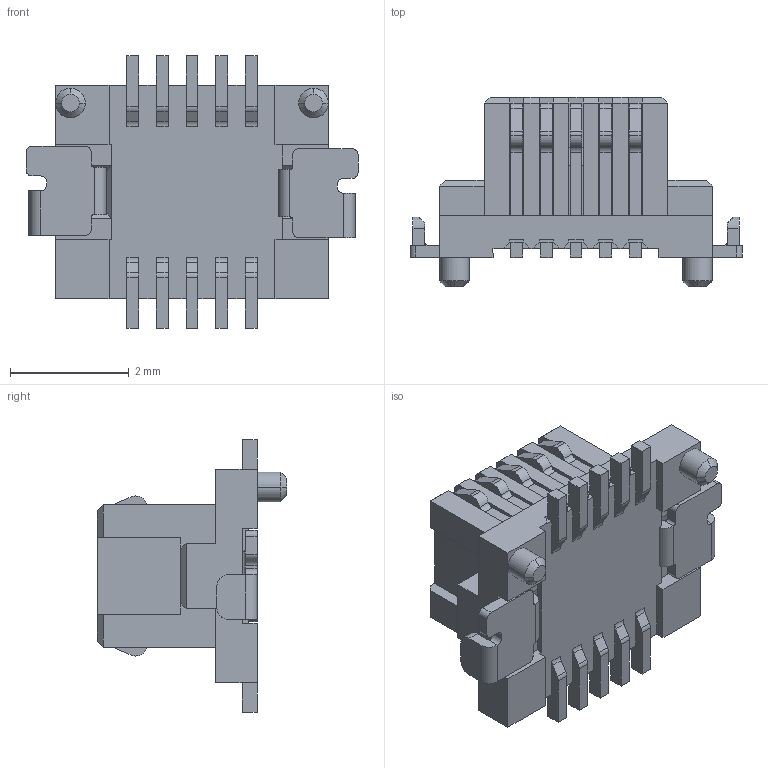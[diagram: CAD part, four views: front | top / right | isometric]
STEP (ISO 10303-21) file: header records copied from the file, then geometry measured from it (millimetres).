
FILE_DESCRIPTION (( 'STEP AP214' ), '1' );
FILE_NAME ('10132798-012100LF.STEP', '2022-12-06T16:30:06', ( '' ), ( '' ), 'SwSTEP 2.0', 'SolidWorks 2021', '' );
FILE_SCHEMA (( 'AUTOMOTIVE_DESIGN' ));
Length unit declared in the file: millimetre
Products named in the file (2): 10132798-012100LF
Assembly tree (1 placements, depth 2):
  10132798-012100LF
    10132798-012100LF
Bounding box: 5.6 x 3.2 x 4.6 mm (x, y, z)
Volume: 24.7 mm3; surface area: 137.5 mm2
Topology: 1 solids, 9 shells, 578 faces, 1673 edges, 1104 vertices
Faces by surface type: plane 448, cylinder 124, cone 6
Entity records: 19009 total; most frequent: CARTESIAN_POINT 3463, ORIENTED_EDGE 3346, DIRECTION 3073, EDGE_CURVE 1673, VECTOR 1417, LINE 1417, VERTEX_POINT 1104, AXIS2_PLACEMENT_3D 828
